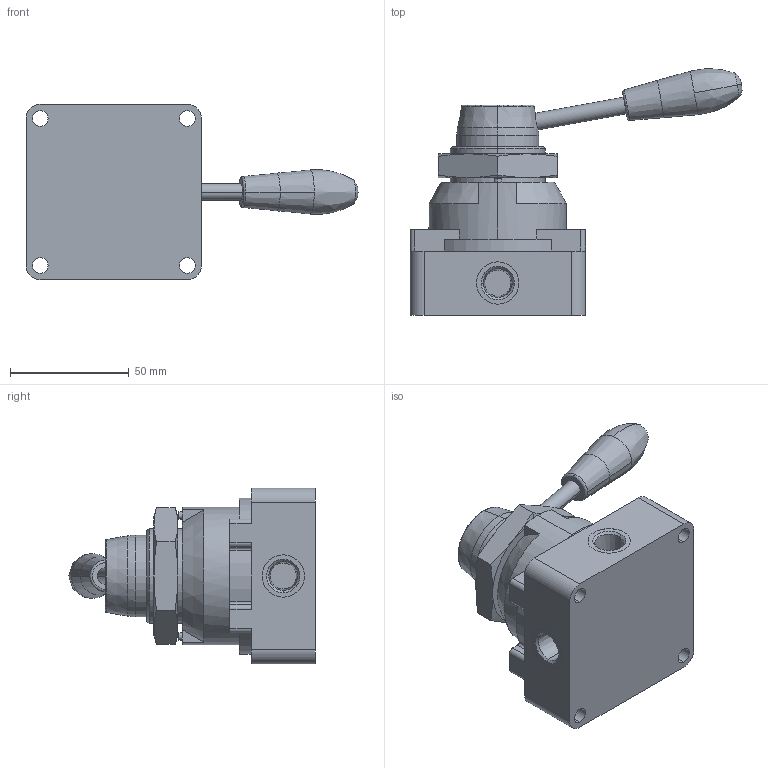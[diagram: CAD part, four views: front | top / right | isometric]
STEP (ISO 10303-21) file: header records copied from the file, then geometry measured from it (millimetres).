
FILE_DESCRIPTION (( 'STEP AP203' ), '1' );
FILE_NAME ('CVR-437D2-HL.step', '2016-02-04T21:20:32', ( '' ), ( '' ), 'SwSTEP 2.0', 'SolidWorks 2015', '' );
FILE_SCHEMA (( 'CONFIG_CONTROL_DESIGN' ));
Length unit declared in the file: inch
Products named in the file (1): CVR-437D2-HL
Bounding box: 139.97 x 103.95 x 74 mm (x, y, z)
Volume: 275365.3 mm3; surface area: 50223.1 mm2
Topology: 3 solids, 3 shells, 221 faces, 526 edges, 335 vertices
Faces by surface type: plane 86, cylinder 71, cone 54, bspline 10
Entity records: 6905 total; most frequent: CARTESIAN_POINT 1603, DIRECTION 1143, ORIENTED_EDGE 1048, EDGE_CURVE 524, AXIS2_PLACEMENT_3D 445, VERTEX_POINT 335, EDGE_LOOP 257, VECTOR 253
